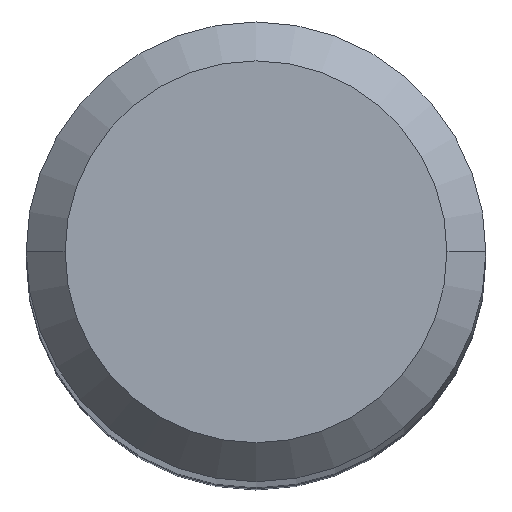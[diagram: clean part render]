
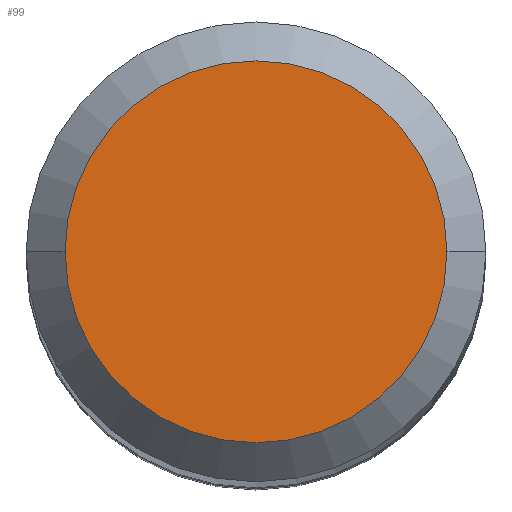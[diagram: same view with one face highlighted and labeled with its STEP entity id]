
A CAD part, top view. The second image highlights one B-rep face of the part: STEP entity #99.
In plain terms, the highlighted planar face has unit normal (0, 0, 1).
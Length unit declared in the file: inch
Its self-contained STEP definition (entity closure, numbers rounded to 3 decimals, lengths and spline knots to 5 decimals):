
#8 = CIRCLE ( 'NONE', #359, 0.0981 ) ;
#11 = CARTESIAN_POINT ( 'NONE',  ( 0.0981, 0., 0. ) ) ;
#37 = CARTESIAN_POINT ( 'NONE',  ( 0., 0., 0. ) ) ;
#45 = DIRECTION ( 'NONE',  ( 0., 0., -1. ) ) ;
#48 = DIRECTION ( 'NONE',  ( 0., 0., 1. ) ) ;
#63 = ORIENTED_EDGE ( 'NONE', *, *, #103, .T. ) ;
#79 = DIRECTION ( 'NONE',  ( -1., 0., 0. ) ) ;
#99 = ADVANCED_FACE ( 'NONE', ( #330 ), #285, .F. ) ;
#103 = EDGE_CURVE ( 'NONE', #240, #398, #479, .T. ) ;
#128 = EDGE_LOOP ( 'NONE', ( #63, #252 ) ) ;
#138 = EDGE_CURVE ( 'NONE', #398, #240, #8, .T. ) ;
#168 = DIRECTION ( 'NONE',  ( 1., 0., 0. ) ) ;
#173 = CARTESIAN_POINT ( 'NONE',  ( 0., 0.0981, 0. ) ) ;
#206 = CARTESIAN_POINT ( 'NONE',  ( -0.0981, 0., 0. ) ) ;
#210 = DIRECTION ( 'NONE',  ( 0., 0., 1. ) ) ;
#226 = CARTESIAN_POINT ( 'NONE',  ( 0., 0., 0. ) ) ;
#240 = VERTEX_POINT ( 'NONE', #206 ) ;
#252 = ORIENTED_EDGE ( 'NONE', *, *, #138, .T. ) ;
#285 = PLANE ( 'NONE',  #456 ) ;
#330 = FACE_OUTER_BOUND ( 'NONE', #128, .T. ) ;
#359 = AXIS2_PLACEMENT_3D ( 'NONE', #226, #48, #378 ) ;
#378 = DIRECTION ( 'NONE',  ( 1., 0., 0. ) ) ;
#383 = AXIS2_PLACEMENT_3D ( 'NONE', #37, #210, #168 ) ;
#398 = VERTEX_POINT ( 'NONE', #11 ) ;
#456 = AXIS2_PLACEMENT_3D ( 'NONE', #173, #45, #79 ) ;
#479 = CIRCLE ( 'NONE', #383, 0.0981 ) ;
